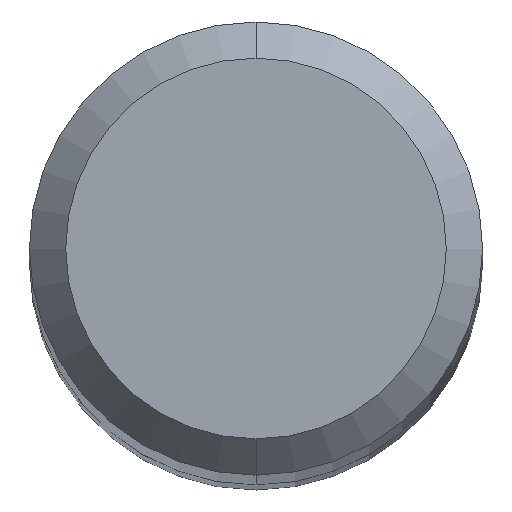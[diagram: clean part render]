
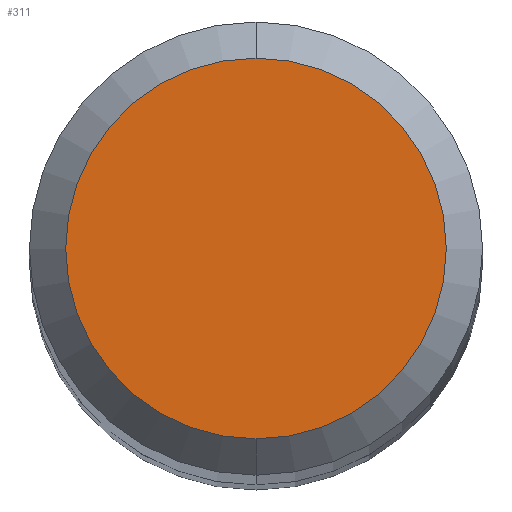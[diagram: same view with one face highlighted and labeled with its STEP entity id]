
A CAD part, top view. The second image highlights one B-rep face of the part: STEP entity #311.
In plain terms, the highlighted planar face has unit normal (0, 0, 1).
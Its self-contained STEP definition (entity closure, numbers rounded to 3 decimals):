
#215=EDGE_CURVE('',#273,#351,#496,.T.);
#227=EDGE_CURVE('',#351,#273,#508,.T.);
#273=VERTEX_POINT('',#560);
#311=ADVANCED_FACE('',(#600),#601,.T.);
#351=VERTEX_POINT('',#645);
#496=CIRCLE('',#834,2.1);
#508=CIRCLE('',#846,2.1);
#560=CARTESIAN_POINT('',(0.0,2.1,0.0));
#600=FACE_OUTER_BOUND('',#1082,.T.);
#601=PLANE('',#1083);
#645=CARTESIAN_POINT('',(0.,-2.1,0.0));
#834=AXIS2_PLACEMENT_3D('',#1397,#1398,#1399);
#846=AXIS2_PLACEMENT_3D('',#1401,#1402,#1403);
#1082=EDGE_LOOP('',(#1499,#1500));
#1083=AXIS2_PLACEMENT_3D('',#1501,#1502,#1503);
#1397=CARTESIAN_POINT('',(0.0,0.0,0.0));
#1398=DIRECTION('',(0.0,0.0,-1.0));
#1399=DIRECTION('',(0.0,1.0,0.0));
#1401=CARTESIAN_POINT('',(0.0,0.0,0.0));
#1402=DIRECTION('',(0.0,0.0,-1.0));
#1403=DIRECTION('',(0.0,1.0,0.0));
#1499=ORIENTED_EDGE('',*,*,#215,.F.);
#1500=ORIENTED_EDGE('',*,*,#227,.F.);
#1501=CARTESIAN_POINT('',(0.0,1.05,0.0));
#1502=DIRECTION('',(-0.0,0.0,1.0));
#1503=DIRECTION('',(0.0,-1.0,0.0));
